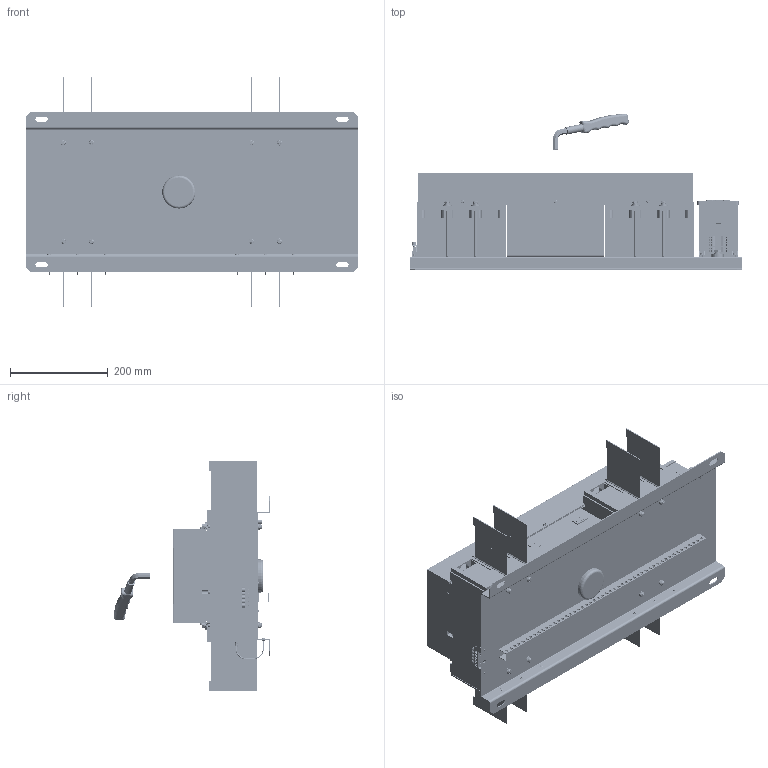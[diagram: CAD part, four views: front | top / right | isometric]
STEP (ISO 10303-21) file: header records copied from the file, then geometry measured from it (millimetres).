
FILE_DESCRIPTION (( 'STEP AP214' ), '1' );
FILE_NAME ('ATS-TSM-630A-3P-PRO.ÃÌ Óñòðîéñòâî ÀÂÐ ÒÑM 630,630À 3ð.STEP', '2025-01-27T11:15:16', ( '' ), ( '' ), 'SwSTEP 2.0', 'SolidWorks 2021', '' );
FILE_SCHEMA (( 'AUTOMOTIVE_DESIGN' ));
Length unit declared in the file: millimetre
Products named in the file (1): ATS-TSM-630A-3P-PRO.ÃÌ Óñòðîéñòâî ÀÂÐ ÒÑM 630,630À 3ð
Bounding box: 680 x 319.92 x 470.7 mm (x, y, z)
Volume: 12441979.1 mm3; surface area: 2396230.1 mm2
Topology: 159 solids, 159 shells, 13321 faces, 34925 edges, 22670 vertices
Faces by surface type: plane 8238, cylinder 2473, bspline 2010, torus 300, cone 284, sphere 16
Entity records: 650548 total; most frequent: CARTESIAN_POINT 184594, ORIENTED_EDGE 69746, DIRECTION 58152, EDGE_CURVE 34873, VECTOR 24352, LINE 24352, VERTEX_POINT 22664, AXIS2_PLACEMENT_3D 16900
